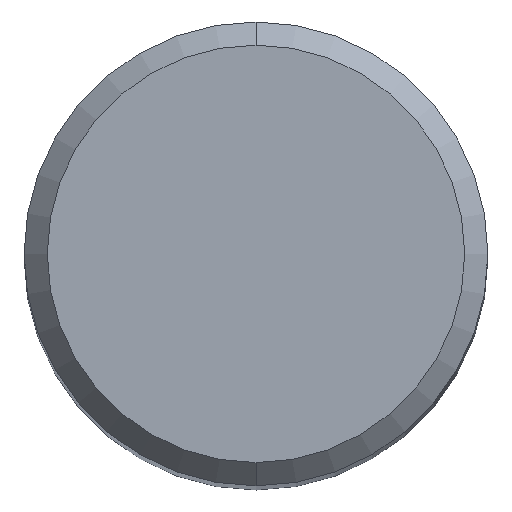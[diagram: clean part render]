
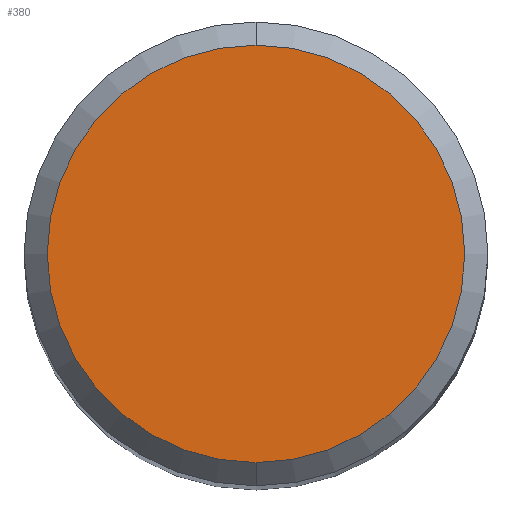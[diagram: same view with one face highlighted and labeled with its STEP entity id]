
A CAD part, top view. The second image highlights one B-rep face of the part: STEP entity #380.
In plain terms, the highlighted planar face has unit normal (0, 0, 1).
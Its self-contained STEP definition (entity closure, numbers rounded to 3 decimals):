
#226=VERTEX_POINT('',#533);
#242=EDGE_CURVE('',#452,#226,#550,.T.);
#380=ADVANCED_FACE('',(#702),#703,.T.);
#448=EDGE_CURVE('',#226,#452,#779,.T.);
#452=VERTEX_POINT('',#783);
#533=CARTESIAN_POINT('',(0.0,3.6,0.0));
#550=CIRCLE('',#940,3.6);
#702=FACE_OUTER_BOUND('',#1301,.T.);
#703=PLANE('',#1302);
#779=CIRCLE('',#1423,3.6);
#783=CARTESIAN_POINT('',(0.,-3.6,0.0));
#940=AXIS2_PLACEMENT_3D('',#1510,#1511,#1512);
#1301=EDGE_LOOP('',(#1677,#1678));
#1302=AXIS2_PLACEMENT_3D('',#1679,#1680,#1681);
#1423=AXIS2_PLACEMENT_3D('',#1776,#1777,#1778);
#1510=CARTESIAN_POINT('',(0.0,0.0,0.0));
#1511=DIRECTION('',(0.0,0.0,-1.0));
#1512=DIRECTION('',(0.0,1.0,0.0));
#1677=ORIENTED_EDGE('',*,*,#448,.F.);
#1678=ORIENTED_EDGE('',*,*,#242,.F.);
#1679=CARTESIAN_POINT('',(0.0,1.8,0.0));
#1680=DIRECTION('',(-0.0,0.0,1.0));
#1681=DIRECTION('',(0.0,-1.0,0.0));
#1776=CARTESIAN_POINT('',(0.0,0.0,0.0));
#1777=DIRECTION('',(0.0,0.0,-1.0));
#1778=DIRECTION('',(0.0,1.0,0.0));
